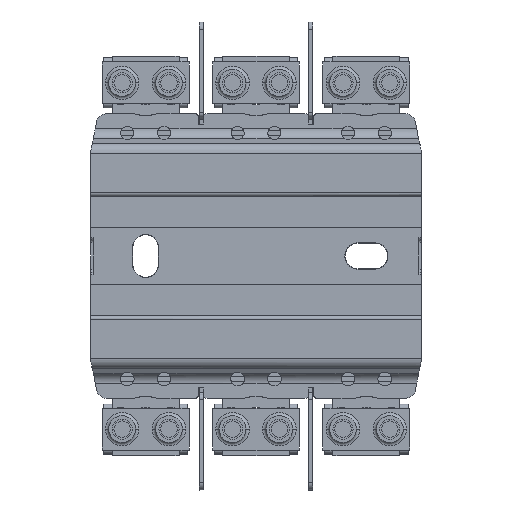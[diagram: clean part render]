
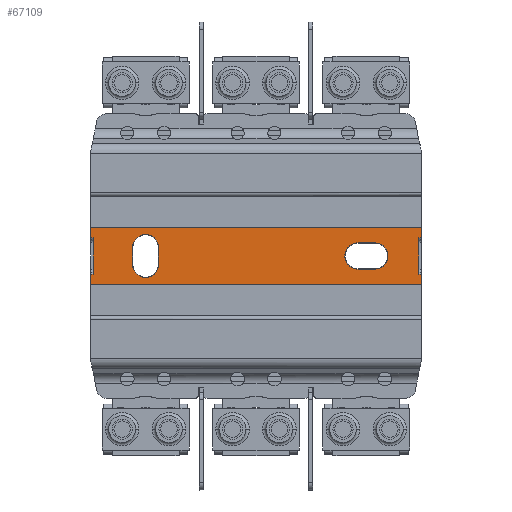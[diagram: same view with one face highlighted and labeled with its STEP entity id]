
A CAD part, front view. The second image highlights one B-rep face of the part: STEP entity #67109.
In plain terms, the highlighted face is planar.
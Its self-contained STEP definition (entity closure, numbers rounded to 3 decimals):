
#26504=DIRECTION('',(0.,0.,1.));
#26505=VECTOR('',#26504,3.04);
#26506=CARTESIAN_POINT('',(1.9,-49.497,-8.536));
#26507=LINE('',#26506,#26505);
#26531=CARTESIAN_POINT('',(1.9,-49.497,5.496));
#26536=DIRECTION('',(0.,0.,1.));
#26537=VECTOR('',#26536,3.031);
#26538=CARTESIAN_POINT('',(1.9,-49.497,5.496));
#26539=LINE('',#26538,#26537);
#34642=CARTESIAN_POINT('',(1.9,49.497,-5.496));
#34757=DIRECTION('',(0.,1.,0.));
#34758=VECTOR('',#34757,98.993);
#34759=CARTESIAN_POINT('',(1.9,-49.497,8.527));
#34760=LINE('',#34759,#34758);
#34778=DIRECTION('',(0.,1.,0.));
#34779=VECTOR('',#34778,98.993);
#34780=CARTESIAN_POINT('',(1.9,-49.497,-8.536));
#34781=LINE('',#34780,#34779);
#34785=DIRECTION('',(0.,0.,1.));
#34786=VECTOR('',#34785,3.04);
#34787=CARTESIAN_POINT('',(1.9,49.497,-8.536));
#34788=LINE('',#34787,#34786);
#34792=DIRECTION('',(0.,0.,1.));
#34793=VECTOR('',#34792,3.031);
#34794=CARTESIAN_POINT('',(1.9,49.497,5.496));
#34795=LINE('',#34794,#34793);
#34799=CARTESIAN_POINT('',(1.9,33.,2.5));
#34800=DIRECTION('',(-1.,0.,0.));
#34801=DIRECTION('',(0.,-1.,0.));
#34802=AXIS2_PLACEMENT_3D('',#34799,#34800,#34801);
#34807=CARTESIAN_POINT('',(1.9,33.,-2.5));
#34808=DIRECTION('',(-1.,0.,0.));
#34809=DIRECTION('',(0.,1.,0.));
#34810=AXIS2_PLACEMENT_3D('',#34807,#34808,#34809);
#34815=CARTESIAN_POINT('',(1.9,-35.5,0.));
#34816=DIRECTION('',(-1.,0.,0.));
#34817=DIRECTION('',(0.,0.,-1.));
#34818=AXIS2_PLACEMENT_3D('',#34815,#34816,#34817);
#34823=CARTESIAN_POINT('',(1.9,-30.5,0.));
#34824=DIRECTION('',(-1.,0.,0.));
#34825=DIRECTION('',(0.,0.,1.));
#34826=AXIS2_PLACEMENT_3D('',#34823,#34824,#34825);
#35000=DIRECTION('',(0.,1.,0.));
#35001=VECTOR('',#35000,0.811);
#35002=CARTESIAN_POINT('',(1.9,48.686,-5.496));
#35003=LINE('',#35002,#35001);
#35060=DIRECTION('',(0.,0.,-1.));
#35061=VECTOR('',#35060,10.991);
#35062=CARTESIAN_POINT('',(1.9,48.686,5.496));
#35063=LINE('',#35062,#35061);
#35141=DIRECTION('',(0.,-1.,0.));
#35142=VECTOR('',#35141,0.811);
#35143=CARTESIAN_POINT('',(1.9,49.497,5.496));
#35144=LINE('',#35143,#35142);
#35148=DIRECTION('',(0.,-1.,0.));
#35149=VECTOR('',#35148,0.811);
#35150=CARTESIAN_POINT('',(1.9,-48.686,5.496));
#35151=LINE('',#35150,#35149);
#35215=DIRECTION('',(0.,0.,1.));
#35216=VECTOR('',#35215,10.991);
#35217=CARTESIAN_POINT('',(1.9,-48.686,-5.496));
#35218=LINE('',#35217,#35216);
#35289=DIRECTION('',(0.,1.,0.));
#35290=VECTOR('',#35289,0.811);
#35291=CARTESIAN_POINT('',(1.9,-49.497,-5.496));
#35292=LINE('',#35291,#35290);
#35318=DIRECTION('',(0.,0.,-1.));
#35319=VECTOR('',#35318,5.);
#35320=CARTESIAN_POINT('',(1.9,29.063,2.5));
#35321=LINE('',#35320,#35319);
#35354=DIRECTION('',(0.,0.,1.));
#35355=VECTOR('',#35354,5.);
#35356=CARTESIAN_POINT('',(1.9,36.937,
-2.5));
#35357=LINE('',#35356,#35355);
#35764=DIRECTION('',(0.,1.,0.));
#35765=VECTOR('',#35764,5.);
#35766=CARTESIAN_POINT('',(1.9,-35.5,
-3.937));
#35767=LINE('',#35766,#35765);
#36188=DIRECTION('',(0.,-1.,0.));
#36189=VECTOR('',#36188,5.);
#36190=CARTESIAN_POINT('',(1.9,-30.5,
3.937));
#36191=LINE('',#36190,#36189);
#47889=CARTESIAN_POINT('',(1.9,-49.497,-8.536));
#47890=VERTEX_POINT('',#47889);
#47891=CARTESIAN_POINT('',(1.9,-49.497,-5.496));
#47892=VERTEX_POINT('',#47891);
#47902=VERTEX_POINT('',#26531);
#47903=CARTESIAN_POINT('',(1.9,-49.497,8.527));
#47904=VERTEX_POINT('',#47903);
#49081=CARTESIAN_POINT('',(1.9,49.497,8.527));
#49082=VERTEX_POINT('',#49081);
#49083=CARTESIAN_POINT('',(1.9,49.497,5.496));
#49084=VERTEX_POINT('',#49083);
#49094=VERTEX_POINT('',#34642);
#49095=CARTESIAN_POINT('',(1.9,49.497,-8.536));
#49096=VERTEX_POINT('',#49095);
#49120=CARTESIAN_POINT('',(1.9,48.686,-5.496));
#49121=VERTEX_POINT('',#49120);
#49122=CARTESIAN_POINT('',(1.9,48.686,5.496));
#49123=VERTEX_POINT('',#49122);
#49124=CARTESIAN_POINT('',(1.9,-48.686,5.496));
#49125=VERTEX_POINT('',#49124);
#49126=CARTESIAN_POINT('',(1.9,-48.686,-5.496));
#49127=VERTEX_POINT('',#49126);
#49128=CARTESIAN_POINT('',(1.9,29.063,2.5));
#49129=CARTESIAN_POINT('',(1.9,36.937,2.5));
#49130=VERTEX_POINT('',#49128);
#49131=VERTEX_POINT('',#49129);
#49132=CARTESIAN_POINT('',(1.9,36.937,
-2.5));
#49133=VERTEX_POINT('',#49132);
#49134=CARTESIAN_POINT('',(1.9,29.063,-2.5));
#49135=VERTEX_POINT('',#49134);
#49136=CARTESIAN_POINT('',(1.9,-35.5,
-3.937));
#49137=CARTESIAN_POINT('',(1.9,-30.5,
-3.937));
#49138=VERTEX_POINT('',#49136);
#49139=VERTEX_POINT('',#49137);
#49140=CARTESIAN_POINT('',(1.9,-35.5,3.937));
#49141=VERTEX_POINT('',#49140);
#49142=CARTESIAN_POINT('',(1.9,-30.5,
3.937));
#49143=VERTEX_POINT('',#49142);
#67063=CARTESIAN_POINT('',(1.9,0.,7.15));
#67064=DIRECTION('',(-1.,0.,0.));
#67065=DIRECTION('',(0.,0.,1.));
#67066=AXIS2_PLACEMENT_3D('',#67063,#67064,#67065);
#67067=PLANE('',#67066);
#67069=ORIENTED_EDGE('',*,*,#67068,.T.);
#67070=ORIENTED_EDGE('',*,*,#66961,.T.);
#67072=ORIENTED_EDGE('',*,*,#67071,.F.);
#67074=ORIENTED_EDGE('',*,*,#67073,.F.);
#67076=ORIENTED_EDGE('',*,*,#67075,.F.);
#67077=ORIENTED_EDGE('',*,*,#66945,.T.);
#67078=ORIENTED_EDGE('',*,*,#67049,.F.);
#67079=ORIENTED_EDGE('',*,*,#54242,.F.);
#67081=ORIENTED_EDGE('',*,*,#67080,.F.);
#67083=ORIENTED_EDGE('',*,*,#67082,.F.);
#67085=ORIENTED_EDGE('',*,*,#67084,.F.);
#67086=ORIENTED_EDGE('',*,*,#54226,.F.);
#67087=EDGE_LOOP('',(#67069,#67070,#67072,#67074,#67076,#67077,#67078,#67079,
#67081,#67083,#67085,#67086));
#67088=FACE_OUTER_BOUND('',#67087,.F.);
#67090=ORIENTED_EDGE('',*,*,#67089,.T.);
#67092=ORIENTED_EDGE('',*,*,#67091,.F.);
#67094=ORIENTED_EDGE('',*,*,#67093,.T.);
#67096=ORIENTED_EDGE('',*,*,#67095,.F.);
#67097=EDGE_LOOP('',(#67090,#67092,#67094,#67096));
#67098=FACE_BOUND('',#67097,.F.);
#67100=ORIENTED_EDGE('',*,*,#67099,.F.);
#67102=ORIENTED_EDGE('',*,*,#67101,.T.);
#67104=ORIENTED_EDGE('',*,*,#67103,.F.);
#67106=ORIENTED_EDGE('',*,*,#67105,.T.);
#67107=EDGE_LOOP('',(#67100,#67102,#67104,#67106));
#67108=FACE_BOUND('',#67107,.F.);
#34803=CIRCLE('',#34802,3.937);
#34811=CIRCLE('',#34810,3.937);
#34819=CIRCLE('',#34818,3.937);
#34827=CIRCLE('',#34826,3.937);
#54226=EDGE_CURVE('',#47890,#47892,#26507,.T.);
#54242=EDGE_CURVE('',#47902,#47904,#26539,.T.);
#66945=EDGE_CURVE('',#49084,#49082,#34795,.T.);
#66961=EDGE_CURVE('',#49096,#49094,#34788,.T.);
#67049=EDGE_CURVE('',#47904,#49082,#34760,.T.);
#67068=EDGE_CURVE('',#47890,#49096,#34781,.T.);
#67071=EDGE_CURVE('',#49121,#49094,#35003,.T.);
#67073=EDGE_CURVE('',#49123,#49121,#35063,.T.);
#67075=EDGE_CURVE('',#49084,#49123,#35144,.T.);
#67080=EDGE_CURVE('',#49125,#47902,#35151,.T.);
#67082=EDGE_CURVE('',#49127,#49125,#35218,.T.);
#67084=EDGE_CURVE('',#47892,#49127,#35292,.T.);
#67089=EDGE_CURVE('',#49130,#49131,#34803,.T.);
#67091=EDGE_CURVE('',#49133,#49131,#35357,.T.);
#67093=EDGE_CURVE('',#49133,#49135,#34811,.T.);
#67095=EDGE_CURVE('',#49130,#49135,#35321,.T.);
#67099=EDGE_CURVE('',#49138,#49139,#35767,.T.);
#67101=EDGE_CURVE('',#49138,#49141,#34819,.T.);
#67103=EDGE_CURVE('',#49143,#49141,#36191,.T.);
#67105=EDGE_CURVE('',#49143,#49139,#34827,.T.);
#67109=ADVANCED_FACE('',(#67088,#67098,#67108),#67067,.T.);
